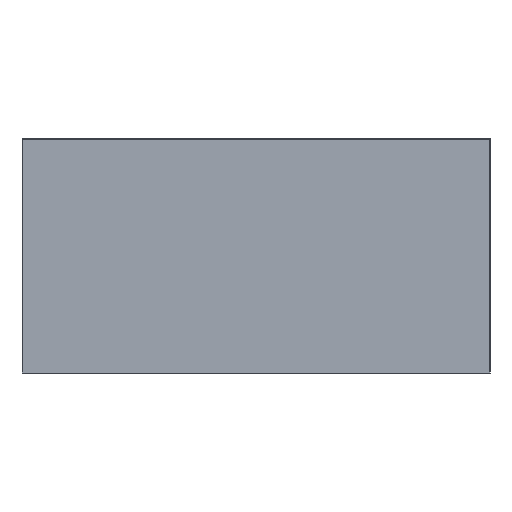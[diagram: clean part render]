
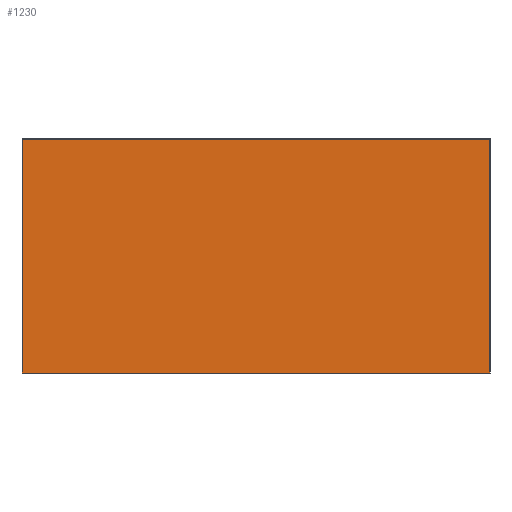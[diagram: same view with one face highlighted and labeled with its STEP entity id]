
A CAD part, left-side view. The second image highlights one B-rep face of the part: STEP entity #1230.
In plain terms, the highlighted free-form (B-spline) face has degree [1, 1] with [2, 2] control points.
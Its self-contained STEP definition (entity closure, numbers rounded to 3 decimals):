
#630 = B_SPLINE_SURFACE_WITH_KNOTS('',1,1,(
    (#631,#632)
    ,(#633,#634
    )),.UNSPECIFIED.,.F.,.F.,.F.,(2,2),(2,2),(0.033,0.733),(
    0.013,0.613),.PIECEWISE_BEZIER_KNOTS.);
#631 = CARTESIAN_POINT('',(-0.8,0.4,0.));
#632 = CARTESIAN_POINT('',(-0.518,0.4,0.));
#633 = CARTESIAN_POINT('',(-0.8,0.4,0.4));
#634 = CARTESIAN_POINT('',(-0.518,0.4,0.4));
#779 = B_SPLINE_SURFACE_WITH_KNOTS('',1,1,(
    (#780,#781)
    ,(#782,#783
    )),.UNSPECIFIED.,.F.,.F.,.F.,(2,2),(2,2),(0.033,0.733),(0.213,
    0.813),.PIECEWISE_BEZIER_KNOTS.);
#780 = CARTESIAN_POINT('',(-0.8,-0.4,0.4));
#781 = CARTESIAN_POINT('',(-0.518,-0.4,0.4));
#782 = CARTESIAN_POINT('',(-0.8,-0.4,0.));
#783 = CARTESIAN_POINT('',(-0.518,-0.4,0.));
#897 = B_SPLINE_SURFACE_WITH_KNOTS('',1,1,(
    (#898,#899)
    ,(#900,#901
    )),.UNSPECIFIED.,.F.,.F.,.F.,(2,2),(2,2),(0.013,0.613),(
    0.088,1.888),.PIECEWISE_BEZIER_KNOTS.);
#898 = CARTESIAN_POINT('',(-0.8,-0.4,0.));
#899 = CARTESIAN_POINT('',(-0.8,0.4,0.));
#900 = CARTESIAN_POINT('',(-0.518,-0.4,0.));
#901 = CARTESIAN_POINT('',(-0.518,0.4,0.));
#942 = B_SPLINE_SURFACE_WITH_KNOTS('',1,1,(
    (#943,#944)
    ,(#945,#946
    )),.UNSPECIFIED.,.F.,.F.,.F.,(2,2),(2,2),(0.013,0.613),(
    0.038,1.838),.PIECEWISE_BEZIER_KNOTS.);
#943 = CARTESIAN_POINT('',(-0.8,-0.4,0.4));
#944 = CARTESIAN_POINT('',(-0.8,0.4,0.4));
#945 = CARTESIAN_POINT('',(-0.518,-0.4,0.4));
#946 = CARTESIAN_POINT('',(-0.518,0.4,0.4));
#961 = VERTEX_POINT('',#962);
#962 = CARTESIAN_POINT('',(-0.8,0.4,0.4));
#1007 = VERTEX_POINT('',#1008);
#1008 = CARTESIAN_POINT('',(-0.8,0.4,0.));
#1026 = EDGE_CURVE('',#1007,#961,#1027,.T.);
#1027 = SURFACE_CURVE('',#1028,(#1031,#1037),.PCURVE_S1.);
#1028 = B_SPLINE_CURVE_WITH_KNOTS('',1,(#1029,#1030),.UNSPECIFIED.,.F.,
  .F.,(2,2),(0.,0.7),.PIECEWISE_BEZIER_KNOTS.);
#1029 = CARTESIAN_POINT('',(-0.8,0.4,0.));
#1030 = CARTESIAN_POINT('',(-0.8,0.4,0.4));
#1031 = PCURVE('',#630,#1032);
#1032 = DEFINITIONAL_REPRESENTATION('',(#1033),#1036);
#1033 = B_SPLINE_CURVE_WITH_KNOTS('',1,(#1034,#1035),.UNSPECIFIED.,.F.,
  .F.,(2,2),(0.,0.7),.PIECEWISE_BEZIER_KNOTS.);
#1034 = CARTESIAN_POINT('',(0.033,0.013));
#1035 = CARTESIAN_POINT('',(0.733,0.013));
#1036 = ( GEOMETRIC_REPRESENTATION_CONTEXT(2) 
PARAMETRIC_REPRESENTATION_CONTEXT() REPRESENTATION_CONTEXT('2D SPACE',''
  ) );
#1037 = PCURVE('',#1038,#1043);
#1038 = B_SPLINE_SURFACE_WITH_KNOTS('',1,1,(
    (#1039,#1040)
    ,(#1041,#1042
    )),.UNSPECIFIED.,.F.,.F.,.F.,(2,2),(2,2),(0.033,0.733),(
    0.038,1.838),.PIECEWISE_BEZIER_KNOTS.);
#1039 = CARTESIAN_POINT('',(-0.8,-0.4,0.
    ));
#1040 = CARTESIAN_POINT('',(-0.8,0.4,0.)
  );
#1041 = CARTESIAN_POINT('',(-0.8,-0.4,0.4));
#1042 = CARTESIAN_POINT('',(-0.8,0.4,0.4));
#1043 = DEFINITIONAL_REPRESENTATION('',(#1044),#1047);
#1044 = B_SPLINE_CURVE_WITH_KNOTS('',1,(#1045,#1046),.UNSPECIFIED.,.F.,
  .F.,(2,2),(0.,0.7),.PIECEWISE_BEZIER_KNOTS.);
#1045 = CARTESIAN_POINT('',(0.033,1.838));
#1046 = CARTESIAN_POINT('',(0.733,1.838));
#1047 = ( GEOMETRIC_REPRESENTATION_CONTEXT(2) 
PARAMETRIC_REPRESENTATION_CONTEXT() REPRESENTATION_CONTEXT('2D SPACE',''
  ) );
#1105 = VERTEX_POINT('',#1106);
#1106 = CARTESIAN_POINT('',(-0.8,-0.4,0.4));
#1124 = EDGE_CURVE('',#1105,#1125,#1127,.T.);
#1125 = VERTEX_POINT('',#1126);
#1126 = CARTESIAN_POINT('',(-0.8,-0.4,0.));
#1127 = SURFACE_CURVE('',#1128,(#1131,#1137),.PCURVE_S1.);
#1128 = B_SPLINE_CURVE_WITH_KNOTS('',1,(#1129,#1130),.UNSPECIFIED.,.F.,
  .F.,(2,2),(0.,0.7),.PIECEWISE_BEZIER_KNOTS.);
#1129 = CARTESIAN_POINT('',(-0.8,-0.4,0.4));
#1130 = CARTESIAN_POINT('',(-0.8,-0.4,0.));
#1131 = PCURVE('',#779,#1132);
#1132 = DEFINITIONAL_REPRESENTATION('',(#1133),#1136);
#1133 = B_SPLINE_CURVE_WITH_KNOTS('',1,(#1134,#1135),.UNSPECIFIED.,.F.,
  .F.,(2,2),(0.,0.7),.PIECEWISE_BEZIER_KNOTS.);
#1134 = CARTESIAN_POINT('',(0.033,0.213));
#1135 = CARTESIAN_POINT('',(0.733,0.213));
#1136 = ( GEOMETRIC_REPRESENTATION_CONTEXT(2) 
PARAMETRIC_REPRESENTATION_CONTEXT() REPRESENTATION_CONTEXT('2D SPACE',''
  ) );
#1137 = PCURVE('',#1038,#1138);
#1138 = DEFINITIONAL_REPRESENTATION('',(#1139),#1142);
#1139 = B_SPLINE_CURVE_WITH_KNOTS('',1,(#1140,#1141),.UNSPECIFIED.,.F.,
  .F.,(2,2),(0.,0.7),.PIECEWISE_BEZIER_KNOTS.);
#1140 = CARTESIAN_POINT('',(0.733,0.038));
#1141 = CARTESIAN_POINT('',(0.033,0.038));
#1142 = ( GEOMETRIC_REPRESENTATION_CONTEXT(2) 
PARAMETRIC_REPRESENTATION_CONTEXT() REPRESENTATION_CONTEXT('2D SPACE',''
  ) );
#1186 = EDGE_CURVE('',#1007,#1125,#1187,.T.);
#1187 = SURFACE_CURVE('',#1188,(#1191,#1197),.PCURVE_S1.);
#1188 = B_SPLINE_CURVE_WITH_KNOTS('',1,(#1189,#1190),.UNSPECIFIED.,.F.,
  .F.,(2,2),(0.,1.8),.PIECEWISE_BEZIER_KNOTS.);
#1189 = CARTESIAN_POINT('',(-0.8,0.4,0.));
#1190 = CARTESIAN_POINT('',(-0.8,-0.4,0.));
#1191 = PCURVE('',#897,#1192);
#1192 = DEFINITIONAL_REPRESENTATION('',(#1193),#1196);
#1193 = B_SPLINE_CURVE_WITH_KNOTS('',1,(#1194,#1195),.UNSPECIFIED.,.F.,
  .F.,(2,2),(0.,1.8),.PIECEWISE_BEZIER_KNOTS.);
#1194 = CARTESIAN_POINT('',(0.013,1.888));
#1195 = CARTESIAN_POINT('',(0.013,0.088));
#1196 = ( GEOMETRIC_REPRESENTATION_CONTEXT(2) 
PARAMETRIC_REPRESENTATION_CONTEXT() REPRESENTATION_CONTEXT('2D SPACE',''
  ) );
#1197 = PCURVE('',#1038,#1198);
#1198 = DEFINITIONAL_REPRESENTATION('',(#1199),#1202);
#1199 = B_SPLINE_CURVE_WITH_KNOTS('',1,(#1200,#1201),.UNSPECIFIED.,.F.,
  .F.,(2,2),(0.,1.8),.PIECEWISE_BEZIER_KNOTS.);
#1200 = CARTESIAN_POINT('',(0.033,1.838));
#1201 = CARTESIAN_POINT('',(0.033,0.038));
#1202 = ( GEOMETRIC_REPRESENTATION_CONTEXT(2) 
PARAMETRIC_REPRESENTATION_CONTEXT() REPRESENTATION_CONTEXT('2D SPACE',''
  ) );
#1211 = EDGE_CURVE('',#1105,#961,#1212,.T.);
#1212 = SURFACE_CURVE('',#1213,(#1216,#1222),.PCURVE_S1.);
#1213 = B_SPLINE_CURVE_WITH_KNOTS('',1,(#1214,#1215),.UNSPECIFIED.,.F.,
  .F.,(2,2),(0.,1.8),.PIECEWISE_BEZIER_KNOTS.);
#1214 = CARTESIAN_POINT('',(-0.8,-0.4,0.4));
#1215 = CARTESIAN_POINT('',(-0.8,0.4,0.4));
#1216 = PCURVE('',#942,#1217);
#1217 = DEFINITIONAL_REPRESENTATION('',(#1218),#1221);
#1218 = B_SPLINE_CURVE_WITH_KNOTS('',1,(#1219,#1220),.UNSPECIFIED.,.F.,
  .F.,(2,2),(0.,1.8),.PIECEWISE_BEZIER_KNOTS.);
#1219 = CARTESIAN_POINT('',(0.013,0.038));
#1220 = CARTESIAN_POINT('',(0.013,1.838));
#1221 = ( GEOMETRIC_REPRESENTATION_CONTEXT(2) 
PARAMETRIC_REPRESENTATION_CONTEXT() REPRESENTATION_CONTEXT('2D SPACE',''
  ) );
#1222 = PCURVE('',#1038,#1223);
#1223 = DEFINITIONAL_REPRESENTATION('',(#1224),#1227);
#1224 = B_SPLINE_CURVE_WITH_KNOTS('',1,(#1225,#1226),.UNSPECIFIED.,.F.,
  .F.,(2,2),(0.,1.8),.PIECEWISE_BEZIER_KNOTS.);
#1225 = CARTESIAN_POINT('',(0.733,0.038));
#1226 = CARTESIAN_POINT('',(0.733,1.838));
#1227 = ( GEOMETRIC_REPRESENTATION_CONTEXT(2) 
PARAMETRIC_REPRESENTATION_CONTEXT() REPRESENTATION_CONTEXT('2D SPACE',''
  ) );
#1230 = ADVANCED_FACE('',(#1231),#1038,.T.);
#1231 = FACE_BOUND('',#1232,.T.);
#1232 = EDGE_LOOP('',(#1233,#1234,#1235,#1236));
#1233 = ORIENTED_EDGE('',*,*,#1211,.T.);
#1234 = ORIENTED_EDGE('',*,*,#1026,.F.);
#1235 = ORIENTED_EDGE('',*,*,#1186,.T.);
#1236 = ORIENTED_EDGE('',*,*,#1124,.F.);
